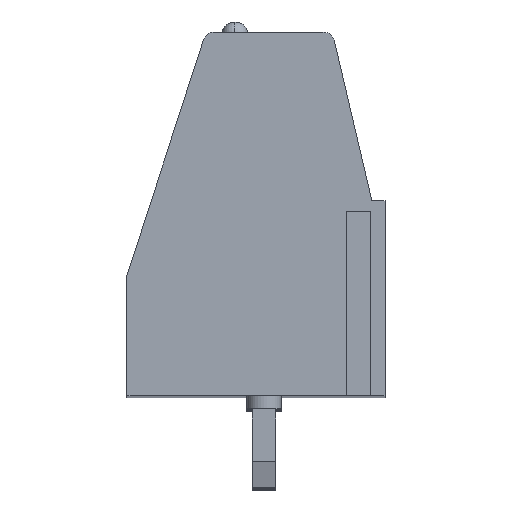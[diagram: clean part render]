
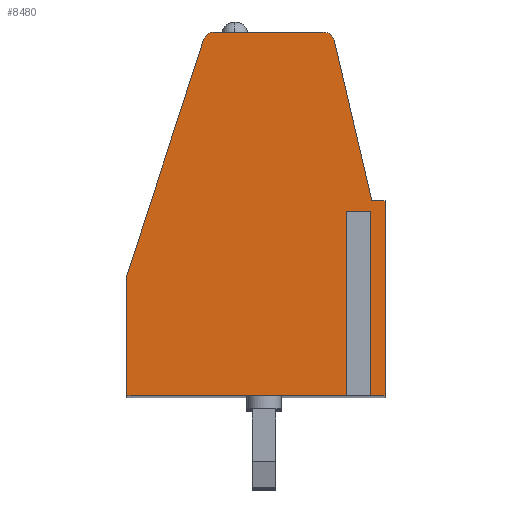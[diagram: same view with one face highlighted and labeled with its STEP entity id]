
A CAD part, top view. The second image highlights one B-rep face of the part: STEP entity #8480.
In plain terms, the highlighted planar face has unit normal (0, 0, 1).
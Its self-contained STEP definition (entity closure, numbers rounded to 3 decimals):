
#7390=CARTESIAN_POINT('',(-118.259,0.,-2.46));
#7400=DIRECTION('',(0.,0.,-1.));
#7410=DIRECTION('',(-1.,0.,0.));
#7420=AXIS2_PLACEMENT_3D('',#7390,#7400,#7410);
#7430=PLANE('',#7420);
#7440=CARTESIAN_POINT('',(-118.259,53.229,
-2.46));
#7450=DIRECTION('',(-1.,0.,0.));
#7460=VECTOR('',#7450,1.);
#7470=LINE('',#7440,#7460);
#7480=CARTESIAN_POINT('',(-57.047,53.229,-2.46));
#7490=VERTEX_POINT('',#7480);
#7500=CARTESIAN_POINT('',(-61.239,53.229,-2.46));
#7510=VERTEX_POINT('',#7500);
#7520=EDGE_CURVE('',#7490,#7510,#7470,.T.);
#7530=ORIENTED_EDGE('',*,*,#7520,.T.);
#7540=CARTESIAN_POINT('',(-57.047,52.829,-2.46));
#7550=DIRECTION('',(0.,0.,-1.));
#7560=DIRECTION('',(-1.,0.,0.));
#7570=AXIS2_PLACEMENT_3D('',#7540,#7550,#7560);
#7580=CIRCLE('',#7570,0.4);
#7590=CARTESIAN_POINT('',(-56.657,52.92,-2.46));
#7600=VERTEX_POINT('',#7590);
#7610=EDGE_CURVE('',#7490,#7600,#7580,.T.);
#7620=ORIENTED_EDGE('',*,*,#7610,.F.);
#7630=CARTESIAN_POINT('',(-44.254,0.,-2.46));
#7640=DIRECTION('',(0.228,-0.974,
0.));
#7650=VECTOR('',#7640,1.);
#7660=LINE('',#7630,#7650);
#7670=CARTESIAN_POINT('',(-55.23,46.829,-2.46));
#7680=VERTEX_POINT('',#7670);
#7690=EDGE_CURVE('',#7600,#7680,#7660,.T.);
#7700=ORIENTED_EDGE('',*,*,#7690,.F.);
#7710=CARTESIAN_POINT('',(-118.259,46.829,
-2.46));
#7720=DIRECTION('',(-1.,0.,0.));
#7730=VECTOR('',#7720,1.);
#7740=LINE('',#7710,#7730);
#7750=CARTESIAN_POINT('',(-54.73,46.829,-2.46));
#7760=VERTEX_POINT('',#7750);
#7770=EDGE_CURVE('',#7760,#7680,#7740,.T.);
#7780=ORIENTED_EDGE('',*,*,#7770,.T.);
#7790=CARTESIAN_POINT('',(-54.73,0.,-2.46));
#7800=DIRECTION('',(0.,-1.,0.));
#7810=VECTOR('',#7800,1.);
#7820=LINE('',#7790,#7810);
#7830=CARTESIAN_POINT('',(-54.73,39.429,-2.46));
#7840=VERTEX_POINT('',#7830);
#7850=EDGE_CURVE('',#7760,#7840,#7820,.T.);
#7860=ORIENTED_EDGE('',*,*,#7850,.F.);
#7870=CARTESIAN_POINT('',(-118.259,39.429,
-2.46));
#7880=DIRECTION('',(-1.,0.,0.));
#7890=VECTOR('',#7880,1.);
#7900=LINE('',#7870,#7890);
#7910=CARTESIAN_POINT('',(-55.46,39.429,-2.46));
#7920=VERTEX_POINT('',#7910);
#7930=EDGE_CURVE('',#7840,#7920,#7900,.T.);
#7940=ORIENTED_EDGE('',*,*,#7930,.F.);
#7950=CARTESIAN_POINT('',(-55.46,0.,-2.46));
#7960=DIRECTION('',(0.,-1.,0.));
#7970=VECTOR('',#7960,1.);
#7980=LINE('',#7950,#7970);
#7990=CARTESIAN_POINT('',(-55.46,46.429,-2.46));
#8000=VERTEX_POINT('',#7990);
#8010=EDGE_CURVE('',#8000,#7920,#7980,.T.);
#8020=ORIENTED_EDGE('',*,*,#8010,.T.);
#8030=CARTESIAN_POINT('',(-118.259,46.429,
-2.46));
#8040=DIRECTION('',(-1.,0.,0.));
#8050=VECTOR('',#8040,1.);
#8060=LINE('',#8030,#8050);
#8070=CARTESIAN_POINT('',(-55.999,46.429,-2.46));
#8080=VERTEX_POINT('',#8070);
#8090=EDGE_CURVE('',#8000,#8080,#8060,.T.);
#8100=ORIENTED_EDGE('',*,*,#8090,.F.);
#8110=CARTESIAN_POINT('',(-55.999,0.,-2.46));
#8120=DIRECTION('',(0.,-1.,0.));
#8130=VECTOR('',#8120,1.);
#8140=LINE('',#8110,#8130);
#8150=CARTESIAN_POINT('',(-55.999,39.429,-2.46));
#8160=VERTEX_POINT('',#8150);
#8170=EDGE_CURVE('',#8080,#8160,#8140,.T.);
#8180=ORIENTED_EDGE('',*,*,#8170,.F.);
#8190=CARTESIAN_POINT('',(-64.53,39.429,-2.46));
#8200=VERTEX_POINT('',#8190);
#8210=EDGE_CURVE('',#8160,#8200,#7900,.T.);
#8220=ORIENTED_EDGE('',*,*,#8210,.F.);
#8230=CARTESIAN_POINT('',(-64.53,0.,-2.46));
#8240=DIRECTION('',(0.,-1.,0.));
#8250=VECTOR('',#8240,1.);
#8260=LINE('',#8230,#8250);
#8270=CARTESIAN_POINT('',(-64.53,43.996,-2.46));
#8280=VERTEX_POINT('',#8270);
#8290=EDGE_CURVE('',#8280,#8200,#8260,.T.);
#8300=ORIENTED_EDGE('',*,*,#8290,.T.);
#8310=CARTESIAN_POINT('',(-78.825,0.,-2.46));
#8320=DIRECTION('',(-0.309,-0.951,
0.));
#8330=VECTOR('',#8320,1.);
#8340=LINE('',#8310,#8330);
#8350=CARTESIAN_POINT('',(-61.619,52.953,-2.46));
#8360=VERTEX_POINT('',#8350);
#8370=EDGE_CURVE('',#8360,#8280,#8340,.T.);
#8380=ORIENTED_EDGE('',*,*,#8370,.T.);
#8390=CARTESIAN_POINT('',(-61.239,52.829,-2.46));
#8400=DIRECTION('',(0.,0.,-1.));
#8410=DIRECTION('',(-1.,0.,0.));
#8420=AXIS2_PLACEMENT_3D('',#8390,#8400,#8410);
#8430=CIRCLE('',#8420,0.4);
#8440=EDGE_CURVE('',#8360,#7510,#8430,.T.);
#8450=ORIENTED_EDGE('',*,*,#8440,.F.);
#8460=EDGE_LOOP('',(#8450,#8380,#8300,#8220,#8180,#8100,#8020,#7940,
#7860,#7780,#7700,#7620,#7530));
#8470=FACE_OUTER_BOUND('',#8460,.T.);
#8480=ADVANCED_FACE('',(#8470),#7430,.F.);
